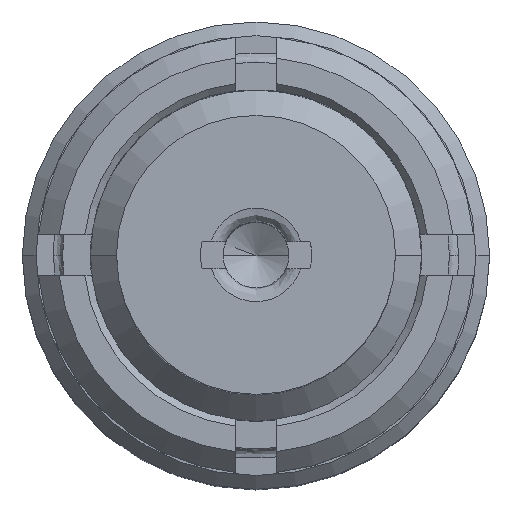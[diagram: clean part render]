
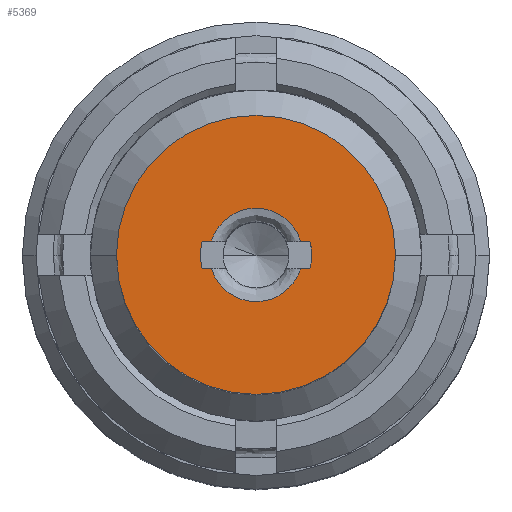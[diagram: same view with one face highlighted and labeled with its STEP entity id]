
A CAD part, top view. The second image highlights one B-rep face of the part: STEP entity #5369.
In plain terms, the highlighted planar face has unit normal (0, 0, 1).
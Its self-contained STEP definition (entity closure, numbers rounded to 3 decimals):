
#8 =( BOUNDED_CURVE ( )  B_SPLINE_CURVE ( 3, ( #2310, #2328, #2362, #1570 ),
 .UNSPECIFIED., .F., .F. ) 
 B_SPLINE_CURVE_WITH_KNOTS ( ( 4, 4 ),
 ( 0., 1. ),
 .UNSPECIFIED. ) 
 CURVE ( )  GEOMETRIC_REPRESENTATION_ITEM ( )  RATIONAL_B_SPLINE_CURVE ( ( 1., 0.529, 0.529, 1. ) ) 
 REPRESENTATION_ITEM ( '' )  );
#152 = CARTESIAN_POINT ( 'NONE',  ( -0.325, 0.1, -0.025 ) ) ;
#166 = VERTEX_POINT ( 'NONE', #152 ) ;
#279 = VECTOR ( 'NONE', #4722, 1000. ) ;
#622 = AXIS2_PLACEMENT_3D ( 'NONE', #1367, #1066, #4010 ) ;
#639 = EDGE_CURVE ( 'NONE', #2357, #166, #996, .T. ) ;
#693 = AXIS2_PLACEMENT_3D ( 'NONE', #1673, #1960, #1655 ) ;
#757 = LINE ( 'NONE', #3493, #279 ) ;
#934 = PLANE ( 'NONE',  #693 ) ;
#968 = CARTESIAN_POINT ( 'NONE',  ( 1.015, 0., -0.025 ) ) ;
#994 = VECTOR ( 'NONE', #4256, 1000. ) ;
#996 = LINE ( 'NONE', #5586, #3350 ) ;
#1025 = EDGE_CURVE ( 'NONE', #4315, #1590, #5729, .T. ) ;
#1044 = CARTESIAN_POINT ( 'NONE',  ( 0., 0., -0.025 ) ) ;
#1066 = DIRECTION ( 'NONE',  ( 0., 0., -1. ) ) ;
#1274 = CARTESIAN_POINT ( 'NONE',  ( 0., 0., -0.025 ) ) ;
#1276 = VERTEX_POINT ( 'NONE', #968 ) ;
#1279 = DIRECTION ( 'NONE',  ( 0., 0., -1. ) ) ;
#1288 = DIRECTION ( 'NONE',  ( 1., 0., 0. ) ) ;
#1300 = EDGE_CURVE ( 'NONE', #4387, #2357, #3121, .T. ) ;
#1367 = CARTESIAN_POINT ( 'NONE',  ( 0., 0., -0.025 ) ) ;
#1537 = CARTESIAN_POINT ( 'NONE',  ( 0.405, 0., -0.025 ) ) ;
#1553 = ORIENTED_EDGE ( 'NONE', *, *, #1944, .F. ) ;
#1570 = CARTESIAN_POINT ( 'NONE',  ( -0.325, 0.1, -0.025 ) ) ;
#1590 = VERTEX_POINT ( 'NONE', #1675 ) ;
#1655 = DIRECTION ( 'NONE',  ( -1., 0., 0. ) ) ;
#1673 = CARTESIAN_POINT ( 'NONE',  ( 0., 0.24, -0.025 ) ) ;
#1675 = CARTESIAN_POINT ( 'NONE',  ( 0.392, -0.1, -0.025 ) ) ;
#1731 = ORIENTED_EDGE ( 'NONE', *, *, #3670, .F. ) ;
#1858 = AXIS2_PLACEMENT_3D ( 'NONE', #1274, #1279, #1288 ) ;
#1944 = EDGE_CURVE ( 'NONE', #2100, #1276, #5312, .T. ) ;
#1960 = DIRECTION ( 'NONE',  ( 0., 0., -1. ) ) ;
#2071 = EDGE_CURVE ( 'NONE', #5182, #2977, #3055, .T. ) ;
#2100 = VERTEX_POINT ( 'NONE', #3603 ) ;
#2310 = CARTESIAN_POINT ( 'NONE',  ( 0.325, 0.1, -0.025 ) ) ;
#2328 = CARTESIAN_POINT ( 'NONE',  ( 0.205, 0.491, -0.025 ) ) ;
#2357 = VERTEX_POINT ( 'NONE', #4331 ) ;
#2362 = CARTESIAN_POINT ( 'NONE',  ( -0.205, 0.491, -0.025 ) ) ;
#2456 = EDGE_CURVE ( 'NONE', #3140, #4387, #757, .T. ) ;
#2624 = EDGE_LOOP ( 'NONE', ( #4903, #1553 ) ) ;
#2739 = CARTESIAN_POINT ( 'NONE',  ( 0., 0., -0.025 ) ) ;
#2880 = CARTESIAN_POINT ( 'NONE',  ( 0., 0., -0.025 ) ) ;
#2977 = VERTEX_POINT ( 'NONE', #4622 ) ;
#3040 = DIRECTION ( 'NONE',  ( 0., 0., -1. ) ) ;
#3051 = ORIENTED_EDGE ( 'NONE', *, *, #1025, .T. ) ;
#3055 = LINE ( 'NONE', #3137, #994 ) ;
#3062 = ORIENTED_EDGE ( 'NONE', *, *, #2071, .T. ) ;
#3121 = CIRCLE ( 'NONE', #1858, 0.405 ) ;
#3137 = CARTESIAN_POINT ( 'NONE',  ( -0.405, 0.1, -0.025 ) ) ;
#3140 = VERTEX_POINT ( 'NONE', #5472 ) ;
#3169 = EDGE_LOOP ( 'NONE', ( #5044, #4252, #3604, #3794, #1731, #3062, #3860, #3051, #4319 ) ) ;
#3246 = CARTESIAN_POINT ( 'NONE',  ( 0.325, 0.1, -0.025 ) ) ;
#3262 = DIRECTION ( 'NONE',  ( 0., 0., -1. ) ) ;
#3350 = VECTOR ( 'NONE', #5550, 1000. ) ;
#3379 = CIRCLE ( 'NONE', #622, 0.405 ) ;
#3430 = DIRECTION ( 'NONE',  ( 1., 0., 0. ) ) ;
#3493 = CARTESIAN_POINT ( 'NONE',  ( -0.405, -0.1, -0.025 ) ) ;
#3539 = FACE_BOUND ( 'NONE', #3169, .T. ) ;
#3596 = AXIS2_PLACEMENT_3D ( 'NONE', #1044, #4475, #4466 ) ;
#3603 = CARTESIAN_POINT ( 'NONE',  ( -1.015, 0., -0.025 ) ) ;
#3604 = ORIENTED_EDGE ( 'NONE', *, *, #1300, .T. ) ;
#3607 = FACE_OUTER_BOUND ( 'NONE', #2624, .T. ) ;
#3670 = EDGE_CURVE ( 'NONE', #5182, #166, #8, .T. ) ;
#3794 = ORIENTED_EDGE ( 'NONE', *, *, #639, .T. ) ;
#3817 = CARTESIAN_POINT ( 'NONE',  ( 0.325, -0.1, -0.025 ) ) ;
#3860 = ORIENTED_EDGE ( 'NONE', *, *, #4020, .T. ) ;
#3866 = EDGE_CURVE ( 'NONE', #3931, #1590, #4244, .T. ) ;
#3885 = AXIS2_PLACEMENT_3D ( 'NONE', #2880, #3262, #3430 ) ;
#3931 = VERTEX_POINT ( 'NONE', #3817 ) ;
#4010 = DIRECTION ( 'NONE',  ( 1., 0., 0. ) ) ;
#4020 = EDGE_CURVE ( 'NONE', #2977, #4315, #3379, .T. ) ;
#4244 = LINE ( 'NONE', #5075, #4367 ) ;
#4252 = ORIENTED_EDGE ( 'NONE', *, *, #2456, .T. ) ;
#4256 = DIRECTION ( 'NONE',  ( 1., 0., 0. ) ) ;
#4315 = VERTEX_POINT ( 'NONE', #1537 ) ;
#4319 = ORIENTED_EDGE ( 'NONE', *, *, #3866, .F. ) ;
#4331 = CARTESIAN_POINT ( 'NONE',  ( -0.392, 0.1, -0.025 ) ) ;
#4332 = CIRCLE ( 'NONE', #3596, 1.015 ) ;
#4367 = VECTOR ( 'NONE', #5633, 1000. ) ;
#4387 = VERTEX_POINT ( 'NONE', #5435 ) ;
#4466 = DIRECTION ( 'NONE',  ( 1., 0., 0. ) ) ;
#4475 = DIRECTION ( 'NONE',  ( 0., 0., -1. ) ) ;
#4622 = CARTESIAN_POINT ( 'NONE',  ( 0.392, 0.1, -0.025 ) ) ;
#4722 = DIRECTION ( 'NONE',  ( -1., 0., 0. ) ) ;
#4903 = ORIENTED_EDGE ( 'NONE', *, *, #5029, .F. ) ;
#4922 = EDGE_CURVE ( 'NONE', #3140, #3931, #5056, .T. ) ;
#4981 = DIRECTION ( 'NONE',  ( 1., 0., 0. ) ) ;
#5029 = EDGE_CURVE ( 'NONE', #1276, #2100, #4332, .T. ) ;
#5044 = ORIENTED_EDGE ( 'NONE', *, *, #4922, .F. ) ;
#5056 =( BOUNDED_CURVE ( )  B_SPLINE_CURVE ( 3, ( #5480, #5488, #5396, #5392 ),
 .UNSPECIFIED., .F., .T. ) 
 B_SPLINE_CURVE_WITH_KNOTS ( ( 4, 4 ),
 ( 0., 1. ),
 .UNSPECIFIED. ) 
 CURVE ( )  GEOMETRIC_REPRESENTATION_ITEM ( )  RATIONAL_B_SPLINE_CURVE ( ( 1., 0.529, 0.529, 1. ) ) 
 REPRESENTATION_ITEM ( '' )  );
#5075 = CARTESIAN_POINT ( 'NONE',  ( 0., -0.1, -0.025 ) ) ;
#5182 = VERTEX_POINT ( 'NONE', #3246 ) ;
#5312 = CIRCLE ( 'NONE', #5726, 1.015 ) ;
#5369 = ADVANCED_FACE ( 'NONE', ( #3607, #3539 ), #934, .F. ) ;
#5392 = CARTESIAN_POINT ( 'NONE',  ( 0.325, -0.1, -0.025 ) ) ;
#5396 = CARTESIAN_POINT ( 'NONE',  ( 0.205, -0.491, -0.025 ) ) ;
#5435 = CARTESIAN_POINT ( 'NONE',  ( -0.392, -0.1, -0.025 ) ) ;
#5472 = CARTESIAN_POINT ( 'NONE',  ( -0.325, -0.1, -0.025 ) ) ;
#5480 = CARTESIAN_POINT ( 'NONE',  ( -0.325, -0.1, -0.025 ) ) ;
#5488 = CARTESIAN_POINT ( 'NONE',  ( -0.205, -0.491, -0.025 ) ) ;
#5550 = DIRECTION ( 'NONE',  ( 1., 0., 0. ) ) ;
#5586 = CARTESIAN_POINT ( 'NONE',  ( -0.405, 0.1, -0.025 ) ) ;
#5633 = DIRECTION ( 'NONE',  ( 1., 0., 0. ) ) ;
#5726 = AXIS2_PLACEMENT_3D ( 'NONE', #2739, #3040, #4981 ) ;
#5729 = CIRCLE ( 'NONE', #3885, 0.405 ) ;
